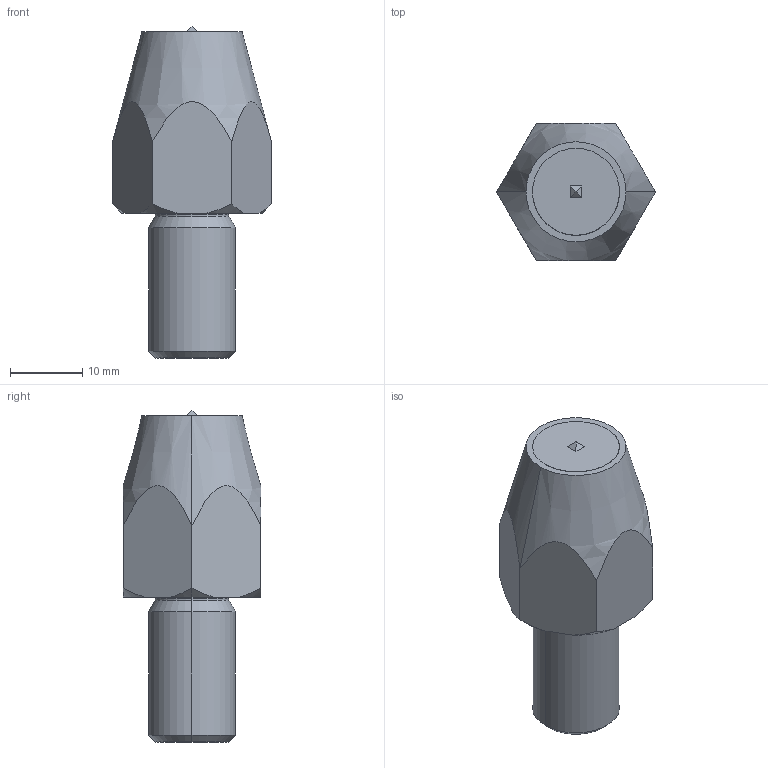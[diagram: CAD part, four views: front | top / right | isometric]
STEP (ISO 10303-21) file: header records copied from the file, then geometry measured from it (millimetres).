
FILE_DESCRIPTION(('STEP AP214'),'1');
FILE_NAME(' ',' ',('TraceParts'),('TraceParts S.A.'),'XStep 1.0',' ',' ');
FILE_SCHEMA(('automotive_design'));
Length unit declared in the file: millimetre
Products named in the file (1): 1
Bounding box: 21.9 x 18.97 x 45.8 mm (x, y, z)
Volume: 8987.4 mm3; surface area: 2725 mm2
Topology: 1 solids, 1 shells, 38 faces, 85 edges, 52 vertices
Faces by surface type: cone 18, plane 14, torus 4, cylinder 2
Entity records: 2045 total; most frequent: CARTESIAN_POINT 212, DIRECTION 178, STYLED_ITEM 176, PRESENTATION_STYLE_ASSIGNMENT 176, COLOUR_RGB 176, ORIENTED_EDGE 170, EDGE_CURVE 85, CURVE_STYLE 85
